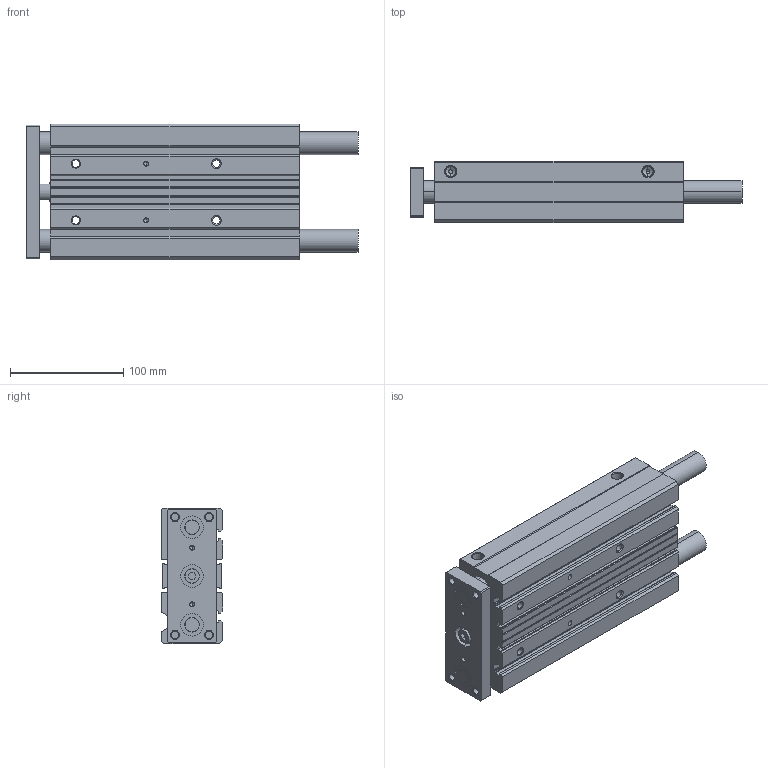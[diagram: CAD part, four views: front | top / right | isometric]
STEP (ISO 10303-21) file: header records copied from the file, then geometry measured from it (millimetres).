
FILE_DESCRIPTION (( 'STEP AP203' ), '1' );
FILE_NAME ('E40M175MD-M.step', '2021-03-08T16:01:02', ( '' ), ( '' ), 'SwSTEP 2.0', 'SolidWorks 2019', '' );
FILE_SCHEMA (( 'CONFIG_CONTROL_DESIGN' ));
Length unit declared in the file: millimetre
Products named in the file (3): E40M175MD-M_BODY; E40M175MD-M; E40M175MD-M_ENDPLATE
Assembly tree (2 placements, depth 2):
  E40M175MD-M
    E40M175MD-M_BODY
    E40M175MD-M_ENDPLATE
Bounding box: 293 x 54 x 120 mm (x, y, z)
Volume: 1215341.3 mm3; surface area: 246984.6 mm2
Topology: 5 solids, 5 shells, 427 faces, 1082 edges, 677 vertices
Faces by surface type: cylinder 194, plane 139, cone 94
Entity records: 13245 total; most frequent: DIRECTION 2360, CARTESIAN_POINT 2359, ORIENTED_EDGE 2116, EDGE_CURVE 1058, AXIS2_PLACEMENT_3D 886, VERTEX_POINT 677, LINE 588, VECTOR 588
